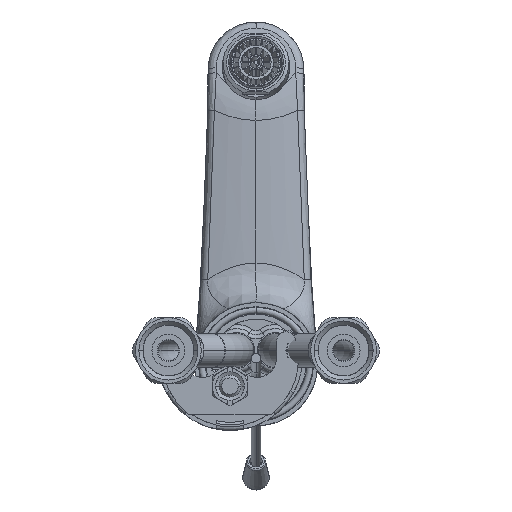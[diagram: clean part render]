
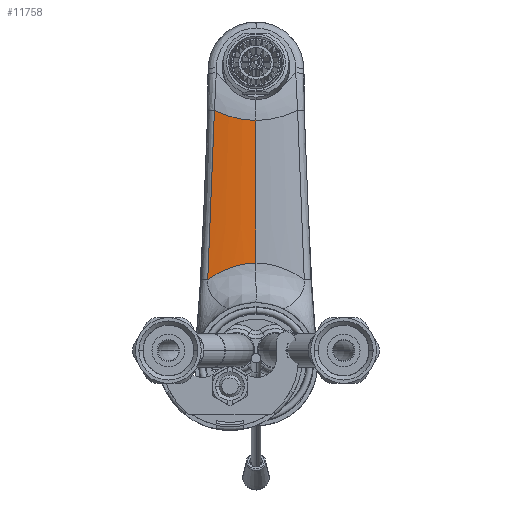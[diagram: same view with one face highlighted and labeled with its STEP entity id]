
A CAD part, front view. The second image highlights one B-rep face of the part: STEP entity #11758.
In plain terms, the highlighted free-form (B-spline) face has degree [3, 3] with [4, 4] control points.
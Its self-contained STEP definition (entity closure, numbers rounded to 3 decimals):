
#689=CARTESIAN_POINT('',(0.,74.476,
36.9));
#747=CARTESIAN_POINT('',(-17.623,75.768,30.845));
#748=CARTESIAN_POINT('',(-16.548,75.617,31.641));
#749=CARTESIAN_POINT('',(-14.344,75.336,33.082));
#750=CARTESIAN_POINT('',(-10.847,74.965,34.797));
#751=CARTESIAN_POINT('',(-7.242,74.685,36.023));
#752=CARTESIAN_POINT('',(-3.596,74.514,36.747));
#753=CARTESIAN_POINT('',(-1.197,74.476,36.904));
#754=CARTESIAN_POINT('',(0.,74.476,
36.9));
#762=CARTESIAN_POINT('',(-17.623,75.768,30.845));
#792=CARTESIAN_POINT('',(-15.185,78.192,92.716));
#1171=CARTESIAN_POINT('',(-17.623,75.768,30.845));
#1172=CARTESIAN_POINT('',(-16.945,76.167,41.145));
#1173=CARTESIAN_POINT('',(-16.132,76.769,56.604));
#1174=CARTESIAN_POINT('',(-15.456,77.579,77.236));
#1175=CARTESIAN_POINT('',(-15.253,77.987,87.556));
#1176=CARTESIAN_POINT('',(-15.185,78.192,92.716));
#1178=CARTESIAN_POINT('',(-15.185,78.192,92.716));
#1179=CARTESIAN_POINT('',(-13.849,77.902,92.075));
#1180=CARTESIAN_POINT('',(-11.21,77.408,90.967));
#1181=CARTESIAN_POINT('',(-7.379,76.909,89.837));
#1182=CARTESIAN_POINT('',(-3.656,76.624,89.193));
#1183=CARTESIAN_POINT('',(-1.209,76.562,89.051));
#1184=CARTESIAN_POINT('',(0.,76.562,89.054));
#1186=CARTESIAN_POINT('',(0.,76.562,89.054));
#1187=CARTESIAN_POINT('',(0.,75.866,71.647));
#1188=CARTESIAN_POINT('',(0.,75.171,
54.267));
#1189=CARTESIAN_POINT('',(0.,74.476,
36.9));
#4991=VERTEX_POINT('',#762);
#4993=VERTEX_POINT('',#792);
#5026=VERTEX_POINT('',#689);
#5029=VERTEX_POINT('',#1186);
#11734=CARTESIAN_POINT('',(-15.583,78.298,
93.335));
#11735=CARTESIAN_POINT('',(-15.822,77.455,
72.266));
#11736=CARTESIAN_POINT('',(-16.572,76.614,
51.237));
#11737=CARTESIAN_POINT('',(-17.834,75.774,
30.227));
#11738=CARTESIAN_POINT('',(-10.388,77.245,
93.335));
#11739=CARTESIAN_POINT('',(-10.544,76.402,
72.266));
#11740=CARTESIAN_POINT('',(-11.04,75.561,
51.237));
#11741=CARTESIAN_POINT('',(-11.875,74.72,
30.227));
#11742=CARTESIAN_POINT('',(-5.116,76.723,
93.335));
#11743=CARTESIAN_POINT('',(-5.193,75.88,
72.266));
#11744=CARTESIAN_POINT('',(-5.438,75.039,
51.237));
#11745=CARTESIAN_POINT('',(-5.849,74.199,
30.227));
#11746=CARTESIAN_POINT('',(0.154,76.734,
93.335));
#11747=CARTESIAN_POINT('',(0.157,75.891,
72.266));
#11748=CARTESIAN_POINT('',(0.164,75.05,
51.237));
#11749=CARTESIAN_POINT('',(0.177,74.209,
30.227));
#11750=B_SPLINE_SURFACE_WITH_KNOTS('',3,3,((#11734,#11735,#11736,#11737),
(#11738,#11739,#11740,#11741),(#11742,#11743,#11744,#11745),(#11746,#11747,
#11748,#11749)),.UNSPECIFIED.,.F.,.F.,.F.,(4,4),(4,4),(0.058,
0.504),(0.257,0.771),.UNSPECIFIED.);
#11752=ORIENTED_EDGE('',*,*,#11751,.T.);
#11753=ORIENTED_EDGE('',*,*,#8861,.F.);
#11754=ORIENTED_EDGE('',*,*,#9598,.T.);
#11755=ORIENTED_EDGE('',*,*,#11727,.T.);
#11756=EDGE_LOOP('',(#11752,#11753,#11754,#11755));
#11757=FACE_OUTER_BOUND('',#11756,.F.);
#11758=ADVANCED_FACE('',(#11757),#11750,.F.);
#755=B_SPLINE_CURVE_WITH_KNOTS('',3,(#747,#748,#749,#750,#751,#752,#753,#754),
.UNSPECIFIED.,.F.,.F.,(4,1,1,1,1,4),(0.,0.2,0.4,0.6,0.8,1.),
.UNSPECIFIED.);
#1177=B_SPLINE_CURVE_WITH_KNOTS('',3,(#1171,#1172,#1173,#1174,#1175,#1176),
.UNSPECIFIED.,.F.,.F.,(4,1,1,4),(0.,0.5,0.75,1.),
.UNSPECIFIED.);
#1185=B_SPLINE_CURVE_WITH_KNOTS('',3,(#1178,#1179,#1180,#1181,#1182,#1183,
#1184),.UNSPECIFIED.,.F.,.F.,(4,1,1,1,4),(0.,0.25,0.5,0.75,1.),
.UNSPECIFIED.);
#1190=B_SPLINE_CURVE_WITH_KNOTS('',3,(#1186,#1187,#1188,#1189),.UNSPECIFIED.,
.F.,.F.,(4,4),(0.,1.),.UNSPECIFIED.);
#8861=EDGE_CURVE('',#4991,#5026,#755,.T.);
#9598=EDGE_CURVE('',#4991,#4993,#1177,.T.);
#11727=EDGE_CURVE('',#4993,#5029,#1185,.T.);
#11751=EDGE_CURVE('',#5029,#5026,#1190,.T.);
